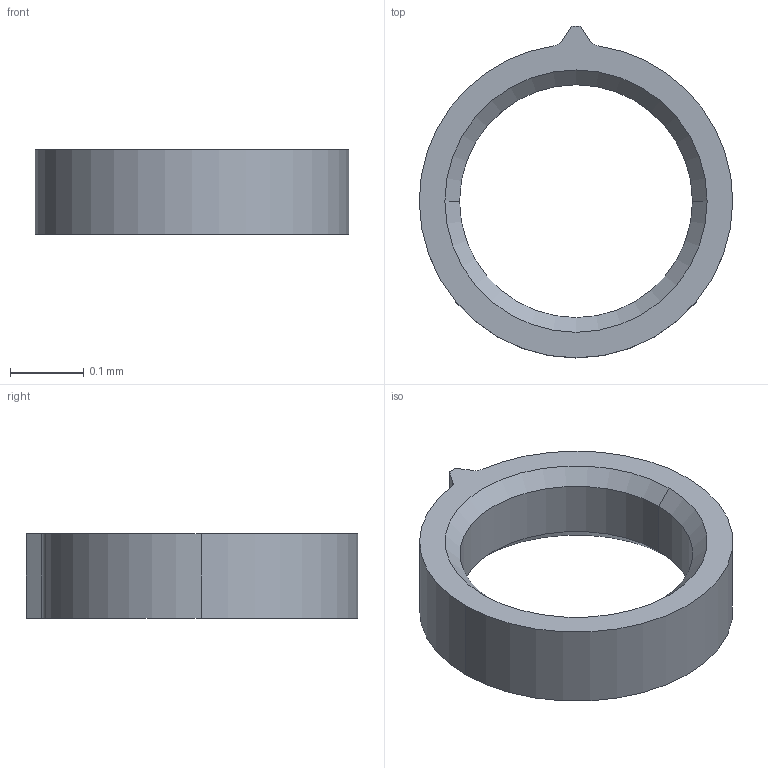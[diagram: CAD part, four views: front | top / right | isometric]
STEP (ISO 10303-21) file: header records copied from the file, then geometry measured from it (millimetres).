
FILE_DESCRIPTION(('produced by SPATIAL CORP'),'2;1');
FILE_NAME( 'sh-r44360-000-u.hh.sat.stp','2002-04-22T18:10:03+00:00',( 'SPATIAL CORP'),('SPATIAL CORP'),'ACIS STEP Husk', 'http://www.spatial.com','SPATIAL CORP');
FILE_SCHEMA(('CONFIG_CONTROL_DESIGN'));
Length unit declared in the file: millimetre
Products named in the file (1): PRODUCT_ID_1
Bounding box: 0.43 x 0.45 x 0.12 mm (x, y, z)
Volume: 0 mm3; surface area: 0.4 mm2
Topology: 1 solids, 1 shells, 16 faces, 38 edges, 24 vertices
Faces by surface type: cylinder 8, cone 4, plane 4
Entity records: 494 total; most frequent: ORIENTED_EDGE 76, CARTESIAN_POINT 65, DIRECTION 64, EDGE_CURVE 38, VERTEX_POINT 24, AXIS2_PLACEMENT_3D 23, VECTOR 18, LINE 18
